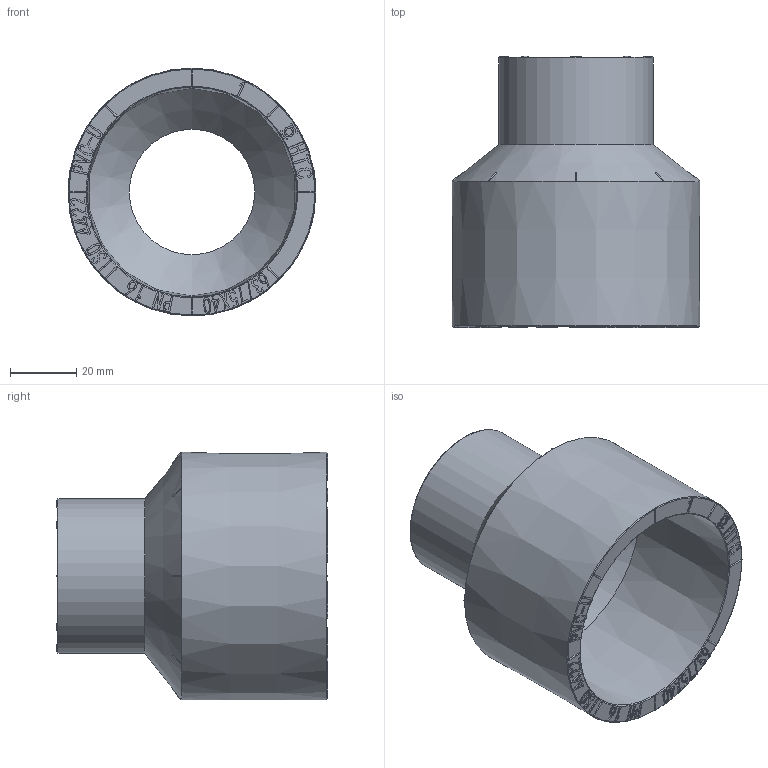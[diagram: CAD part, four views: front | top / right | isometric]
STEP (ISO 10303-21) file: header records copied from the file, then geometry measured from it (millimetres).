
FILE_DESCRIPTION(/* description */ (''),/* implementation_level */ '2;1');
FILE_NAME(/* name */ 'Z1Q063040.stp',/* time_stamp */ '2024-10-24T10:50:20+08:00',/* author */ (''),/* organization */ (''),/* preprocessor_version */ 'ST-DEVELOPER v16',/* originating_system */ 'SIEMENS PLM Software NX 10.0',/* authorisation */ '');
FILE_SCHEMA (('AUTOMOTIVE_DESIGN { 1 0 10303 214 3 1 1 1 }'));
Length unit declared in the file: millimetre
Products named in the file (1): gelv1274A791u31v
Bounding box: 75.1 x 82.2 x 75.1 mm (x, y, z)
Volume: 90023.9 mm3; surface area: 33836.1 mm2
Topology: 1 solids, 1 shells, 1325 faces, 3804 edges, 2476 vertices
Faces by surface type: plane 1189, sphere 64, cylinder 56, extrusion 7, cone 5, torus 4
Full cylindrical faces by diameter (mm): 2 x1, 3 x1, 38 x1, 46.699 x1
Entity records: 48145 total; most frequent: CARTESIAN_POINT 18129, ORIENTED_EDGE 7504, DIRECTION 4343, EDGE_CURVE 3752, VERTEX_POINT 2470, B_SPLINE_CURVE_WITH_KNOTS 2319, AXIS2_PLACEMENT_3D 1577, EDGE_LOOP 1368
